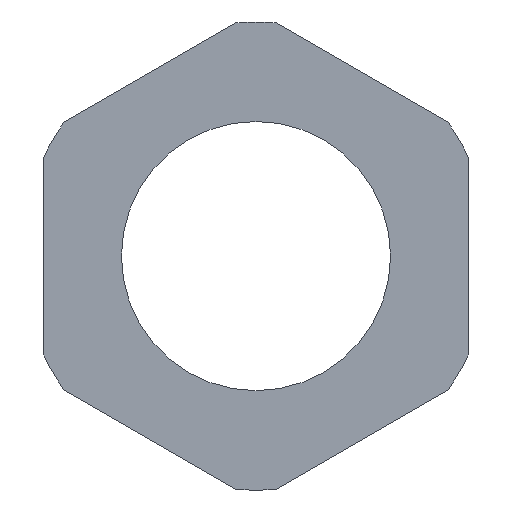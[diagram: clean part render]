
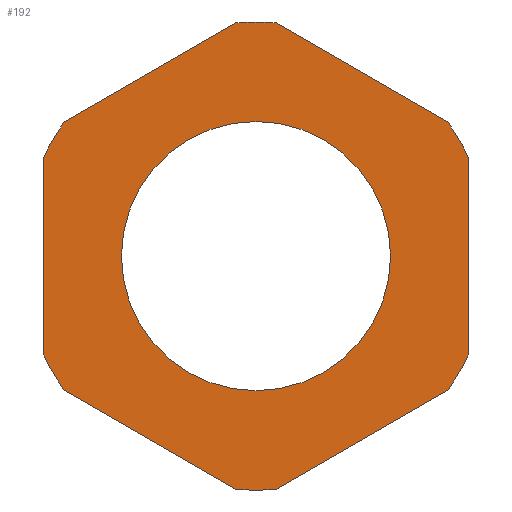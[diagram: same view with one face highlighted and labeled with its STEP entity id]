
A CAD part, front view. The second image highlights one B-rep face of the part: STEP entity #192.
In plain terms, the highlighted planar face has unit normal (0, -1, 0).
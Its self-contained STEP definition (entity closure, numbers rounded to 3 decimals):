
#5 = EDGE_CURVE ( 'NONE', #238, #429, #56, .T. ) ;
#6 = DIRECTION ( 'NONE',  ( 0., 0., 1. ) ) ;
#7 = CIRCLE ( 'NONE', #384, 9.2 ) ;
#10 = VECTOR ( 'NONE', #229, 1000. ) ;
#11 = CIRCLE ( 'NONE', #72, 16. ) ;
#13 = DIRECTION ( 'NONE',  ( 0., 1., 0. ) ) ;
#15 = DIRECTION ( 'NONE',  ( 0., 1., 0. ) ) ;
#18 = LINE ( 'NONE', #223, #10 ) ;
#24 = CIRCLE ( 'NONE', #665, 16. ) ;
#28 = EDGE_CURVE ( 'NONE', #355, #102, #59, .T. ) ;
#29 = DIRECTION ( 'NONE',  ( -0.866, 0., -0.5 ) ) ;
#33 = VECTOR ( 'NONE', #405, 1000. ) ;
#36 = EDGE_CURVE ( 'NONE', #444, #155, #49, .T. ) ;
#39 = CARTESIAN_POINT ( 'NONE',  ( -13.108, -6., 9.175 ) ) ;
#46 = CARTESIAN_POINT ( 'NONE',  ( 14.5, -6., -8.372 ) ) ;
#47 = LINE ( 'NONE', #352, #33 ) ;
#48 = VECTOR ( 'NONE', #124, 1000. ) ;
#49 = LINE ( 'NONE', #235, #48 ) ;
#50 = VECTOR ( 'NONE', #29, 1000. ) ;
#56 = CIRCLE ( 'NONE', #180, 16. ) ;
#59 = LINE ( 'NONE', #46, #50 ) ;
#62 = DIRECTION ( 'NONE',  ( 0., 0., 1. ) ) ;
#63 = DIRECTION ( 'NONE',  ( 0., 0., 1. ) ) ;
#69 = DIRECTION ( 'NONE',  ( 0., 0., 1. ) ) ;
#70 = CARTESIAN_POINT ( 'NONE',  ( 0., -6., 0. ) ) ;
#72 = AXIS2_PLACEMENT_3D ( 'NONE', #624, #143, #69 ) ;
#74 = VERTEX_POINT ( 'NONE', #39 ) ;
#75 = EDGE_CURVE ( 'NONE', #74, #319, #47, .T. ) ;
#97 = DIRECTION ( 'NONE',  ( 0., 1., 0. ) ) ;
#101 = CARTESIAN_POINT ( 'NONE',  ( 0., -6., 0. ) ) ;
#102 = VERTEX_POINT ( 'NONE', #125 ) ;
#114 = CIRCLE ( 'NONE', #236, 9.2 ) ;
#117 = EDGE_CURVE ( 'NONE', #429, #443, #18, .T. ) ;
#124 = DIRECTION ( 'NONE',  ( 0., 0., -1. ) ) ;
#125 = CARTESIAN_POINT ( 'NONE',  ( 1.392, -6., -15.939 ) ) ;
#129 = EDGE_CURVE ( 'NONE', #102, #457, #11, .T. ) ;
#135 = CARTESIAN_POINT ( 'NONE',  ( 1.392, -6., 15.939 ) ) ;
#136 = EDGE_LOOP ( 'NONE', ( #341, #658 ) ) ;
#138 = VERTEX_POINT ( 'NONE', #224 ) ;
#139 = EDGE_CURVE ( 'NONE', #443, #444, #24, .T. ) ;
#143 = DIRECTION ( 'NONE',  ( 0., 1., 0. ) ) ;
#147 = DIRECTION ( 'NONE',  ( 0., 0., 1. ) ) ;
#149 = FACE_BOUND ( 'NONE', #136, .T. ) ;
#152 = CARTESIAN_POINT ( 'NONE',  ( -14.5, -6., 6.764 ) ) ;
#155 = VERTEX_POINT ( 'NONE', #538 ) ;
#156 = CARTESIAN_POINT ( 'NONE',  ( 14.5, -6., 6.764 ) ) ;
#158 = CARTESIAN_POINT ( 'NONE',  ( -1.392, -6., -15.939 ) ) ;
#168 = CARTESIAN_POINT ( 'NONE',  ( 13.108, -6., 9.175 ) ) ;
#176 = EDGE_CURVE ( 'NONE', #138, #465, #249, .T. ) ;
#180 = AXIS2_PLACEMENT_3D ( 'NONE', #484, #15, #62 ) ;
#192 = ADVANCED_FACE ( 'NONE', ( #149, #604 ), #321, .F. ) ;
#194 = VECTOR ( 'NONE', #204, 1000. ) ;
#200 = AXIS2_PLACEMENT_3D ( 'NONE', #560, #556, #552 ) ;
#204 = DIRECTION ( 'NONE',  ( -0.866, 0., 0.5 ) ) ;
#207 = EDGE_LOOP ( 'NONE', ( #213, #325, #366, #403, #315, #285, #298, #289, #303, #359, #344, #277, #305 ) ) ;
#213 = ORIENTED_EDGE ( 'NONE', *, *, #139, .F. ) ;
#214 = CIRCLE ( 'NONE', #200, 16. ) ;
#223 = CARTESIAN_POINT ( 'NONE',  ( 0., -6., 16.743 ) ) ;
#224 = CARTESIAN_POINT ( 'NONE',  ( -14.5, -6., -6.764 ) ) ;
#225 = AXIS2_PLACEMENT_3D ( 'NONE', #499, #503, #510 ) ;
#229 = DIRECTION ( 'NONE',  ( 0.866, 0., -0.5 ) ) ;
#235 = CARTESIAN_POINT ( 'NONE',  ( 14.5, -6., 8.372 ) ) ;
#236 = AXIS2_PLACEMENT_3D ( 'NONE', #576, #589, #542 ) ;
#238 = VERTEX_POINT ( 'NONE', #480 ) ;
#244 = EDGE_CURVE ( 'NONE', #465, #74, #509, .T. ) ;
#249 = LINE ( 'NONE', #297, #497 ) ;
#277 = ORIENTED_EDGE ( 'NONE', *, *, #461, .F. ) ;
#279 = AXIS2_PLACEMENT_3D ( 'NONE', #664, #13, #578 ) ;
#281 = CARTESIAN_POINT ( 'NONE',  ( 13.108, -6., -9.175 ) ) ;
#285 = ORIENTED_EDGE ( 'NONE', *, *, #244, .F. ) ;
#289 = ORIENTED_EDGE ( 'NONE', *, *, #559, .F. ) ;
#292 = CARTESIAN_POINT ( 'NONE',  ( 0., -6., -16.743 ) ) ;
#293 = VERTEX_POINT ( 'NONE', #449 ) ;
#296 = AXIS2_PLACEMENT_3D ( 'NONE', #329, #332, #338 ) ;
#297 = CARTESIAN_POINT ( 'NONE',  ( -14.5, -6., -8.372 ) ) ;
#298 = ORIENTED_EDGE ( 'NONE', *, *, #176, .F. ) ;
#299 = CARTESIAN_POINT ( 'NONE',  ( 0., -6., 0. ) ) ;
#301 = DIRECTION ( 'NONE',  ( 0., 0., 1. ) ) ;
#303 = ORIENTED_EDGE ( 'NONE', *, *, #360, .F. ) ;
#305 = ORIENTED_EDGE ( 'NONE', *, *, #36, .F. ) ;
#308 = EDGE_CURVE ( 'NONE', #293, #638, #7, .T. ) ;
#310 = CARTESIAN_POINT ( 'NONE',  ( -13.108, -6., -9.175 ) ) ;
#315 = ORIENTED_EDGE ( 'NONE', *, *, #75, .F. ) ;
#319 = VERTEX_POINT ( 'NONE', #345 ) ;
#321 = PLANE ( 'NONE',  #296 ) ;
#325 = ORIENTED_EDGE ( 'NONE', *, *, #117, .F. ) ;
#329 = CARTESIAN_POINT ( 'NONE',  ( 0., -6., 0. ) ) ;
#332 = DIRECTION ( 'NONE',  ( 0., 1., 0. ) ) ;
#338 = DIRECTION ( 'NONE',  ( 0., 0., 1. ) ) ;
#341 = ORIENTED_EDGE ( 'NONE', *, *, #609, .T. ) ;
#344 = ORIENTED_EDGE ( 'NONE', *, *, #28, .F. ) ;
#345 = CARTESIAN_POINT ( 'NONE',  ( -1.392, -6., 15.939 ) ) ;
#352 = CARTESIAN_POINT ( 'NONE',  ( -14.5, -6., 8.372 ) ) ;
#355 = VERTEX_POINT ( 'NONE', #281 ) ;
#356 = VERTEX_POINT ( 'NONE', #310 ) ;
#358 = AXIS2_PLACEMENT_3D ( 'NONE', #101, #97, #63 ) ;
#359 = ORIENTED_EDGE ( 'NONE', *, *, #129, .F. ) ;
#360 = EDGE_CURVE ( 'NONE', #457, #356, #522, .T. ) ;
#366 = ORIENTED_EDGE ( 'NONE', *, *, #5, .F. ) ;
#382 = DIRECTION ( 'NONE',  ( 0., 1., 0. ) ) ;
#384 = AXIS2_PLACEMENT_3D ( 'NONE', #299, #382, #147 ) ;
#403 = ORIENTED_EDGE ( 'NONE', *, *, #628, .F. ) ;
#405 = DIRECTION ( 'NONE',  ( 0.866, 0., 0.5 ) ) ;
#429 = VERTEX_POINT ( 'NONE', #135 ) ;
#443 = VERTEX_POINT ( 'NONE', #168 ) ;
#444 = VERTEX_POINT ( 'NONE', #156 ) ;
#445 = CIRCLE ( 'NONE', #358, 16. ) ;
#449 = CARTESIAN_POINT ( 'NONE',  ( 0., -6., -9.2 ) ) ;
#457 = VERTEX_POINT ( 'NONE', #158 ) ;
#461 = EDGE_CURVE ( 'NONE', #155, #355, #445, .T. ) ;
#465 = VERTEX_POINT ( 'NONE', #152 ) ;
#480 = CARTESIAN_POINT ( 'NONE',  ( 0., -6., 16. ) ) ;
#484 = CARTESIAN_POINT ( 'NONE',  ( 0., -6., 0. ) ) ;
#489 = CIRCLE ( 'NONE', #279, 16. ) ;
#497 = VECTOR ( 'NONE', #301, 1000. ) ;
#499 = CARTESIAN_POINT ( 'NONE',  ( 0., -6., 0. ) ) ;
#503 = DIRECTION ( 'NONE',  ( 0., 1., 0. ) ) ;
#509 = CIRCLE ( 'NONE', #225, 16. ) ;
#510 = DIRECTION ( 'NONE',  ( 0., 0., 1. ) ) ;
#522 = LINE ( 'NONE', #292, #194 ) ;
#526 = CARTESIAN_POINT ( 'NONE',  ( 0., -6., 9.2 ) ) ;
#538 = CARTESIAN_POINT ( 'NONE',  ( 14.5, -6., -6.764 ) ) ;
#542 = DIRECTION ( 'NONE',  ( 0., 0., 1. ) ) ;
#552 = DIRECTION ( 'NONE',  ( 0., 0., 1. ) ) ;
#556 = DIRECTION ( 'NONE',  ( 0., 1., 0. ) ) ;
#559 = EDGE_CURVE ( 'NONE', #356, #138, #489, .T. ) ;
#560 = CARTESIAN_POINT ( 'NONE',  ( 0., -6., 0. ) ) ;
#576 = CARTESIAN_POINT ( 'NONE',  ( 0., -6., 0. ) ) ;
#578 = DIRECTION ( 'NONE',  ( 0., 0., 1. ) ) ;
#589 = DIRECTION ( 'NONE',  ( 0., 1., 0. ) ) ;
#604 = FACE_OUTER_BOUND ( 'NONE', #207, .T. ) ;
#609 = EDGE_CURVE ( 'NONE', #638, #293, #114, .T. ) ;
#624 = CARTESIAN_POINT ( 'NONE',  ( 0., -6., 0. ) ) ;
#628 = EDGE_CURVE ( 'NONE', #319, #238, #214, .T. ) ;
#638 = VERTEX_POINT ( 'NONE', #526 ) ;
#658 = ORIENTED_EDGE ( 'NONE', *, *, #308, .T. ) ;
#663 = DIRECTION ( 'NONE',  ( 0., 1., 0. ) ) ;
#664 = CARTESIAN_POINT ( 'NONE',  ( 0., -6., 0. ) ) ;
#665 = AXIS2_PLACEMENT_3D ( 'NONE', #70, #663, #6 ) ;
